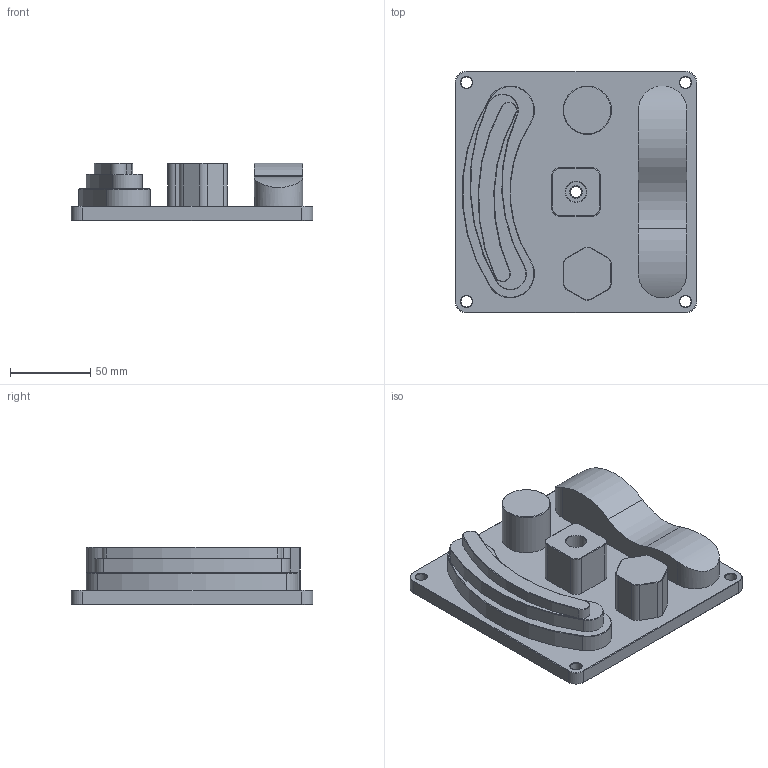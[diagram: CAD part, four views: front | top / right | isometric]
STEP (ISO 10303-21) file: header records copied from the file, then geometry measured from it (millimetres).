
FILE_DESCRIPTION(/* description */ (''),/* implementation_level */ '2;1');
FILE_NAME(/* name */ 'Shapes Target v4.step',/* time_stamp */ '2019-12-02T21:15:44-05:00',/* author */ (''),/* organization */ (''),/* preprocessor_version */ 'ST-DEVELOPER v18',/* originating_system */ 'Autodesk Translation Framework v8.12.0.6',/* authorisation */ '');
FILE_SCHEMA (('AUTOMOTIVE_DESIGN { 1 0 10303 214 3 1 1 }'));
Length unit declared in the file: millimetre
Products named in the file (1): Shapes Target
Bounding box: 150 x 150 x 36 mm (x, y, z)
Volume: 402114.5 mm3; surface area: 74842.4 mm2
Topology: 1 solids, 1 shells, 139 faces, 325 edges, 196 vertices
Faces by surface type: cone 50, cylinder 46, plane 43
Full cylindrical faces by diameter (mm): 5.118 x8, 7 x5, 12.7 x1, 30 x1
Entity records: 4008 total; most frequent: DIRECTION 733, CARTESIAN_POINT 704, ORIENTED_EDGE 634, EDGE_CURVE 317, AXIS2_PLACEMENT_3D 278, VERTEX_POINT 196, LINE 177, VECTOR 177
